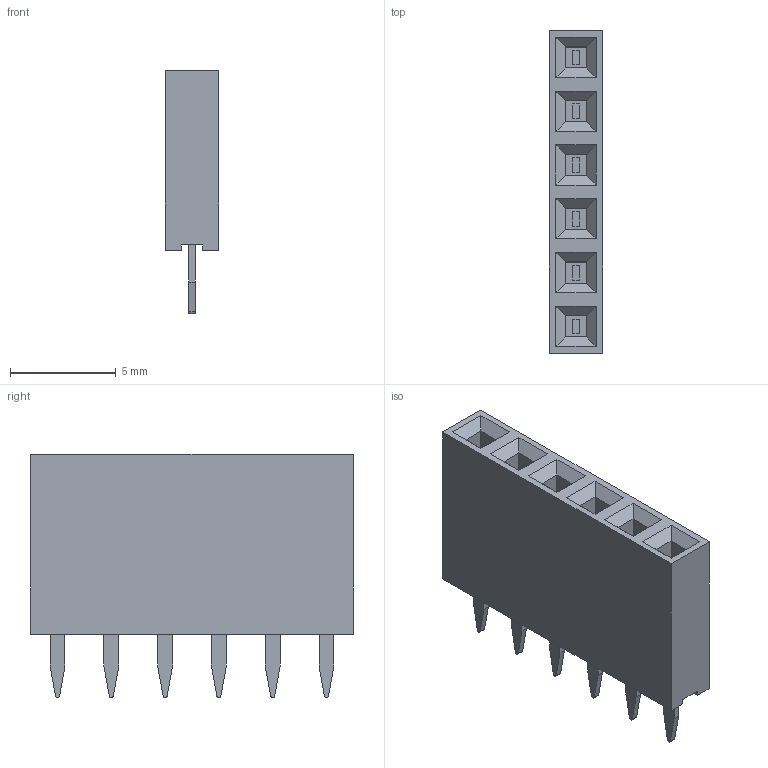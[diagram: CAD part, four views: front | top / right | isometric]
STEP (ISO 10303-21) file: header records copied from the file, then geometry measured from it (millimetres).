
FILE_DESCRIPTION(('FreeCAD Model'),'2;1');
FILE_NAME('Open CASCADE Shape Model','2022-06-14T01:51:04',( 'kicad StepUp'),('ksu MCAD'),'Open CASCADE STEP processor 7.5', 'FreeCAD','Unknown');
FILE_SCHEMA(('AUTOMOTIVE_DESIGN { 1 0 10303 214 1 1 1 1 }'));
Length unit declared in the file: millimetre
Products named in the file (3): PinSocket_P2.54mm_1x06; Body006; Body007
Assembly tree (2 placements, depth 2):
  PinSocket_P2.54mm_1x06
    Body006
    Body007
Bounding box: 2.54 x 15.24 x 11.5 mm (x, y, z)
Volume: 293.5 mm3; surface area: 601.2 mm2
Topology: 7 solids, 7 shells, 127 faces, 287 edges, 180 vertices
Faces by surface type: plane 121, cylinder 6
Entity records: 7275 total; most frequent: CARTESIAN_POINT 1171, DIRECTION 1133, LINE 837, VECTOR 837, ORIENTED_EDGE 574, PCURVE 574, DEFINITIONAL_REPRESENTATION 574, EDGE_CURVE 287
